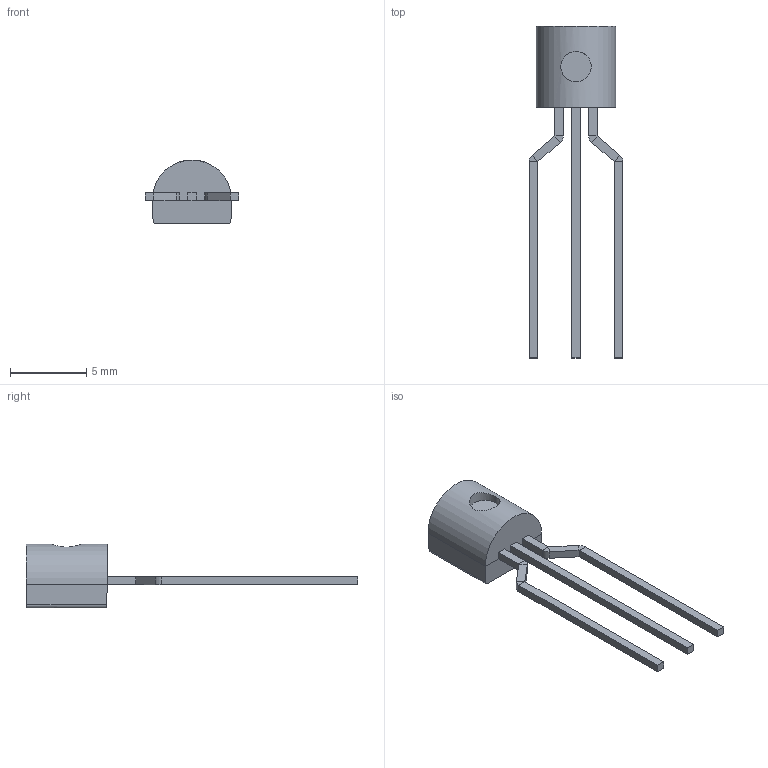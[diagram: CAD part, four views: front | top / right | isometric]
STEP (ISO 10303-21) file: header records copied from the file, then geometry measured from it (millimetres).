
FILE_DESCRIPTION (( 'STEP AP214' ), '1' );
FILE_NAME ('2N4401TA.STEP', '2022-09-06T06:15:20', ( '' ), ( '' ), 'SwSTEP 2.0', 'SolidWorks 2018', '' );
FILE_SCHEMA (( 'AUTOMOTIVE_DESIGN' ));
Length unit declared in the file: millimetre
Products named in the file (1): 2N4401TA
Bounding box: 6.16 x 21.77 x 4.19 mm (x, y, z)
Volume: 112.5 mm3; surface area: 237.7 mm2
Topology: 2 solids, 2 shells, 61 faces, 128 edges, 72 vertices
Faces by surface type: plane 48, cylinder 13
Entity records: 2306 total; most frequent: CARTESIAN_POINT 308, DIRECTION 266, ORIENTED_EDGE 256, EDGE_CURVE 128, VECTOR 102, LINE 102, AXIS2_PLACEMENT_3D 82, VERTEX_POINT 72
